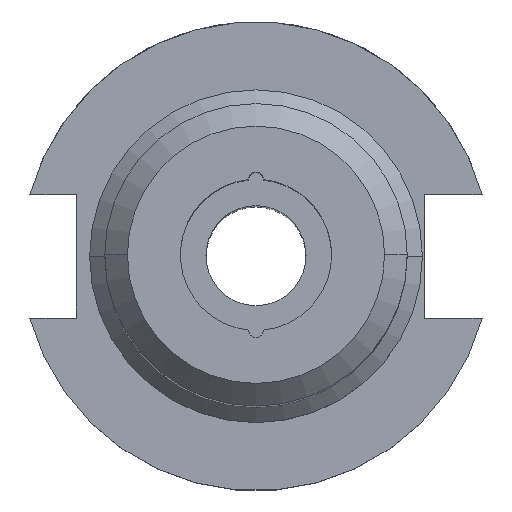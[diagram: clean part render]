
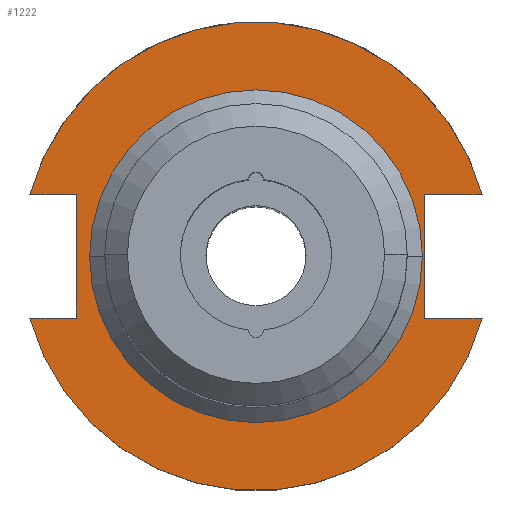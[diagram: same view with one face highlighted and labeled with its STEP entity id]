
A CAD part, top view. The second image highlights one B-rep face of the part: STEP entity #1222.
In plain terms, the highlighted planar face has unit normal (0, 0, 1).
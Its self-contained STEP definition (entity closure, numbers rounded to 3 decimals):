
#19 = ORIENTED_EDGE ( 'NONE', *, *, #857, .T. ) ;
#27 = DIRECTION ( 'NONE',  ( 0., 0., 1. ) ) ;
#31 = EDGE_CURVE ( 'NONE', #1346, #1513, #347, .T. ) ;
#33 = DIRECTION ( 'NONE',  ( 0., 0., 1. ) ) ;
#40 = FACE_OUTER_BOUND ( 'NONE', #1737, .T. ) ;
#45 = CARTESIAN_POINT ( 'NONE',  ( 0., 34.925, 19.05 ) ) ;
#55 = DIRECTION ( 'NONE',  ( 0., 0., -1. ) ) ;
#92 = CARTESIAN_POINT ( 'NONE',  ( -37.719, -12.954, 19.05 ) ) ;
#138 = CIRCLE ( 'NONE', #247, 34.925 ) ;
#151 = CIRCLE ( 'NONE', #1479, 49.213 ) ;
#165 = CARTESIAN_POINT ( 'NONE',  ( 0., -12.954, 19.05 ) ) ;
#166 = CARTESIAN_POINT ( 'NONE',  ( 47.477, 12.954, 19.05 ) ) ;
#177 = DIRECTION ( 'NONE',  ( 0., -1., 0. ) ) ;
#205 = VERTEX_POINT ( 'NONE', #1506 ) ;
#247 = AXIS2_PLACEMENT_3D ( 'NONE', #980, #55, #1152 ) ;
#293 = ORIENTED_EDGE ( 'NONE', *, *, #1634, .T. ) ;
#347 = LINE ( 'NONE', #865, #1999 ) ;
#349 = VERTEX_POINT ( 'NONE', #92 ) ;
#353 = EDGE_CURVE ( 'NONE', #1188, #1550, #1976, .T. ) ;
#355 = CARTESIAN_POINT ( 'NONE',  ( -47.477, -12.954, 19.05 ) ) ;
#388 = DIRECTION ( 'NONE',  ( 1., 0., 0. ) ) ;
#396 = DIRECTION ( 'NONE',  ( 0., 1., 0. ) ) ;
#399 = DIRECTION ( 'NONE',  ( 1., 0., 0. ) ) ;
#409 = VECTOR ( 'NONE', #1913, 1000. ) ;
#416 = EDGE_CURVE ( 'NONE', #1748, #205, #1926, .T. ) ;
#483 = CARTESIAN_POINT ( 'NONE',  ( 35.306, -12.954, 19.05 ) ) ;
#492 = LINE ( 'NONE', #1282, #1720 ) ;
#541 = ORIENTED_EDGE ( 'NONE', *, *, #824, .T. ) ;
#630 = VECTOR ( 'NONE', #396, 1000. ) ;
#700 = VECTOR ( 'NONE', #1667, 1000. ) ;
#790 = ORIENTED_EDGE ( 'NONE', *, *, #416, .T. ) ;
#802 = AXIS2_PLACEMENT_3D ( 'NONE', #955, #33, #1131 ) ;
#803 = CARTESIAN_POINT ( 'NONE',  ( 47.477, -12.954, 19.05 ) ) ;
#815 = EDGE_LOOP ( 'NONE', ( #1995, #541 ) ) ;
#824 = EDGE_CURVE ( 'NONE', #1265, #2045, #930, .T. ) ;
#857 = EDGE_CURVE ( 'NONE', #1513, #1748, #151, .T. ) ;
#861 = DIRECTION ( 'NONE',  ( 0., -1., 0. ) ) ;
#865 = CARTESIAN_POINT ( 'NONE',  ( 0., 12.954, 19.05 ) ) ;
#930 = CIRCLE ( 'NONE', #1378, 34.925 ) ;
#943 = CARTESIAN_POINT ( 'NONE',  ( 0., 0., 19.05 ) ) ;
#955 = CARTESIAN_POINT ( 'NONE',  ( 0., 0., 19.05 ) ) ;
#980 = CARTESIAN_POINT ( 'NONE',  ( 0., 0., 19.05 ) ) ;
#1005 = CARTESIAN_POINT ( 'NONE',  ( -48.047, -49.803, 19.05 ) ) ;
#1023 = CARTESIAN_POINT ( 'NONE',  ( 35.306, 0., 19.05 ) ) ;
#1038 = CARTESIAN_POINT ( 'NONE',  ( 0., -12.954, 19.05 ) ) ;
#1070 = LINE ( 'NONE', #1023, #630 ) ;
#1131 = DIRECTION ( 'NONE',  ( 1., 0., 0. ) ) ;
#1133 = EDGE_CURVE ( 'NONE', #205, #349, #492, .T. ) ;
#1143 = EDGE_CURVE ( 'NONE', #1312, #1188, #1349, .T. ) ;
#1152 = DIRECTION ( 'NONE',  ( 0., -1., 0. ) ) ;
#1188 = VERTEX_POINT ( 'NONE', #803 ) ;
#1198 = DIRECTION ( 'NONE',  ( 0., 0., -1. ) ) ;
#1222 = ADVANCED_FACE ( 'NONE', ( #2042, #40 ), #1653, .T. ) ;
#1265 = VERTEX_POINT ( 'NONE', #45 ) ;
#1282 = CARTESIAN_POINT ( 'NONE',  ( -37.719, 0., 19.05 ) ) ;
#1304 = EDGE_CURVE ( 'NONE', #2045, #1265, #138, .T. ) ;
#1312 = VERTEX_POINT ( 'NONE', #355 ) ;
#1331 = DIRECTION ( 'NONE',  ( 0., 0., 1. ) ) ;
#1346 = VERTEX_POINT ( 'NONE', #1635 ) ;
#1349 = CIRCLE ( 'NONE', #802, 49.213 ) ;
#1356 = CARTESIAN_POINT ( 'NONE',  ( 0., 0., 19.05 ) ) ;
#1378 = AXIS2_PLACEMENT_3D ( 'NONE', #1356, #1198, #861 ) ;
#1449 = DIRECTION ( 'NONE',  ( 1., 0., 0. ) ) ;
#1454 = AXIS2_PLACEMENT_3D ( 'NONE', #1005, #1331, #388 ) ;
#1479 = AXIS2_PLACEMENT_3D ( 'NONE', #943, #27, #1449 ) ;
#1505 = VECTOR ( 'NONE', #1514, 1000. ) ;
#1506 = CARTESIAN_POINT ( 'NONE',  ( -37.719, 12.954, 19.05 ) ) ;
#1513 = VERTEX_POINT ( 'NONE', #166 ) ;
#1514 = DIRECTION ( 'NONE',  ( 1., 0., 0. ) ) ;
#1550 = VERTEX_POINT ( 'NONE', #483 ) ;
#1594 = CARTESIAN_POINT ( 'NONE',  ( -47.477, 12.954, 19.05 ) ) ;
#1616 = LINE ( 'NONE', #165, #409 ) ;
#1634 = EDGE_CURVE ( 'NONE', #1550, #1346, #1070, .T. ) ;
#1635 = CARTESIAN_POINT ( 'NONE',  ( 35.306, 12.954, 19.05 ) ) ;
#1653 = PLANE ( 'NONE',  #1454 ) ;
#1667 = DIRECTION ( 'NONE',  ( -1., 0., 0. ) ) ;
#1668 = CARTESIAN_POINT ( 'NONE',  ( 0., -34.925, 19.05 ) ) ;
#1720 = VECTOR ( 'NONE', #177, 1000. ) ;
#1737 = EDGE_LOOP ( 'NONE', ( #1915, #2032, #2009, #1791, #293, #1767, #19, #790 ) ) ;
#1748 = VERTEX_POINT ( 'NONE', #1594 ) ;
#1767 = ORIENTED_EDGE ( 'NONE', *, *, #31, .T. ) ;
#1775 = EDGE_CURVE ( 'NONE', #349, #1312, #1616, .T. ) ;
#1791 = ORIENTED_EDGE ( 'NONE', *, *, #353, .T. ) ;
#1913 = DIRECTION ( 'NONE',  ( -1., 0., 0. ) ) ;
#1915 = ORIENTED_EDGE ( 'NONE', *, *, #1133, .T. ) ;
#1926 = LINE ( 'NONE', #1986, #1505 ) ;
#1976 = LINE ( 'NONE', #1038, #700 ) ;
#1986 = CARTESIAN_POINT ( 'NONE',  ( 0., 12.954, 19.05 ) ) ;
#1995 = ORIENTED_EDGE ( 'NONE', *, *, #1304, .T. ) ;
#1999 = VECTOR ( 'NONE', #399, 1000. ) ;
#2009 = ORIENTED_EDGE ( 'NONE', *, *, #1143, .T. ) ;
#2032 = ORIENTED_EDGE ( 'NONE', *, *, #1775, .T. ) ;
#2042 = FACE_BOUND ( 'NONE', #815, .T. ) ;
#2045 = VERTEX_POINT ( 'NONE', #1668 ) ;
